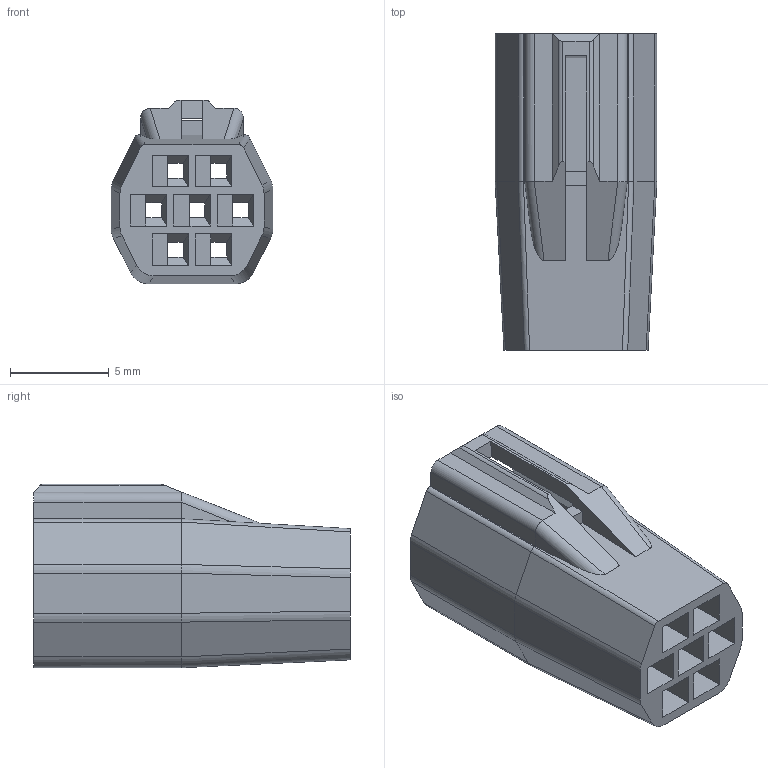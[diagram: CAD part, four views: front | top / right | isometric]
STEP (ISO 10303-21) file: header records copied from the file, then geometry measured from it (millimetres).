
FILE_DESCRIPTION(('CoCreate Modeling STEP Export'),'2;1');
FILE_NAME('DF62B-7EP-2.2C.stp','2014-01-24T14:26:30',(''),(''),'CoCreate Modeling STEP processor for AP214 (Solid Model)','CoCreate Modeling 17.0 01-Apr-2010 (C) Parametric Technology GmbH','');
FILE_SCHEMA(('AUTOMOTIVE_DESIGN { 1 0 10303 214 1 1 1 1 }'));
Length unit declared in the file: millimetre
Products named in the file (1): DF62B-7EP-2.2C
Bounding box: 8.2 x 16.05 x 9.3 mm (x, y, z)
Volume: 384.4 mm3; surface area: 1153.7 mm2
Topology: 1 solids, 1 shells, 155 faces, 430 edges, 276 vertices
Faces by surface type: plane 133, cylinder 22
Entity records: 5174 total; most frequent: CARTESIAN_POINT 1179, ORIENTED_EDGE 860, DIRECTION 765, EDGE_CURVE 430, VECTOR 373, LINE 373, VERTEX_POINT 276, AXIS2_PLACEMENT_3D 196
